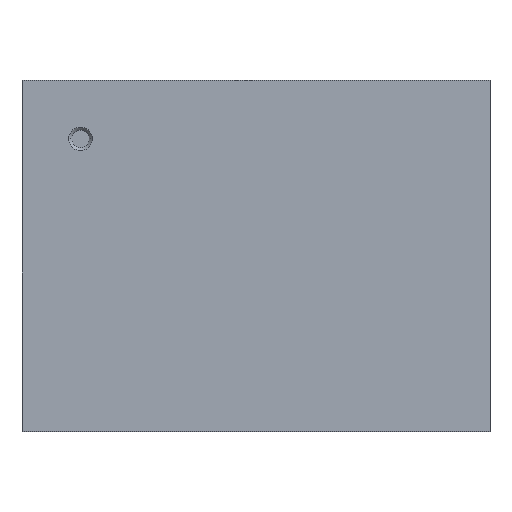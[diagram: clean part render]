
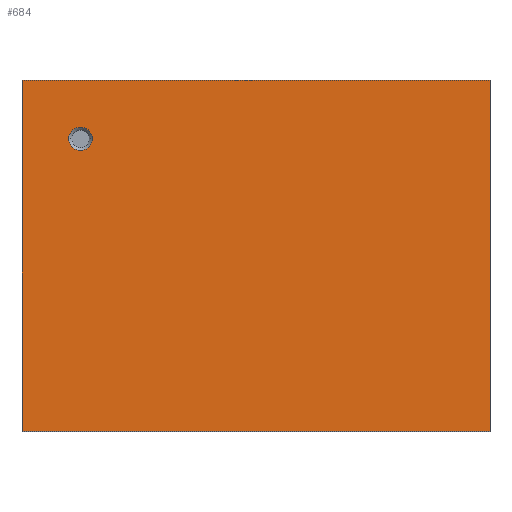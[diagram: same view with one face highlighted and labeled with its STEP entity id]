
A CAD part, top view. The second image highlights one B-rep face of the part: STEP entity #684.
In plain terms, the highlighted planar face has unit normal (0, 0, 1).
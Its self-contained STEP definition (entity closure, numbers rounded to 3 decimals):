
#35 = VERTEX_POINT('',#36);
#36 = CARTESIAN_POINT('',(-2.8,2.,1.));
#42 = EDGE_CURVE('',#43,#35,#45,.T.);
#43 = VERTEX_POINT('',#44);
#44 = CARTESIAN_POINT('',(-3.2,2.,1.));
#45 = CIRCLE('',#46,0.2);
#46 = AXIS2_PLACEMENT_3D('',#47,#48,#49);
#47 = CARTESIAN_POINT('',(-3.,2.,1.));
#48 = DIRECTION('',(0.,0.,1.));
#49 = DIRECTION('',(1.,0.,0.));
#594 = VERTEX_POINT('',#595);
#595 = CARTESIAN_POINT('',(4.,3.,1.));
#601 = EDGE_CURVE('',#602,#594,#604,.T.);
#602 = VERTEX_POINT('',#603);
#603 = CARTESIAN_POINT('',(4.,-3.,1.));
#604 = LINE('',#605,#606);
#605 = CARTESIAN_POINT('',(4.,3.,1.));
#606 = VECTOR('',#607,1.);
#607 = DIRECTION('',(0.,1.,0.));
#625 = VERTEX_POINT('',#626);
#626 = CARTESIAN_POINT('',(-4.,3.,1.));
#632 = EDGE_CURVE('',#594,#625,#633,.T.);
#633 = LINE('',#634,#635);
#634 = CARTESIAN_POINT('',(-4.,3.,1.));
#635 = VECTOR('',#636,1.);
#636 = DIRECTION('',(-1.,0.,0.));
#649 = VERTEX_POINT('',#650);
#650 = CARTESIAN_POINT('',(-4.,-3.,1.));
#656 = EDGE_CURVE('',#625,#649,#657,.T.);
#657 = LINE('',#658,#659);
#658 = CARTESIAN_POINT('',(-4.,3.,1.));
#659 = VECTOR('',#660,1.);
#660 = DIRECTION('',(0.,-1.,0.));
#673 = EDGE_CURVE('',#649,#602,#674,.T.);
#674 = LINE('',#675,#676);
#675 = CARTESIAN_POINT('',(-4.,-3.,1.));
#676 = VECTOR('',#677,1.);
#677 = DIRECTION('',(1.,0.,0.));
#684 = ADVANCED_FACE('',(#685,#695),#701,.T.);
#685 = FACE_BOUND('',#686,.T.);
#686 = EDGE_LOOP('',(#687,#694));
#687 = ORIENTED_EDGE('',*,*,#688,.F.);
#688 = EDGE_CURVE('',#35,#43,#689,.T.);
#689 = CIRCLE('',#690,0.2);
#690 = AXIS2_PLACEMENT_3D('',#691,#692,#693);
#691 = CARTESIAN_POINT('',(-3.,2.,1.));
#692 = DIRECTION('',(0.,0.,1.));
#693 = DIRECTION('',(1.,0.,0.));
#694 = ORIENTED_EDGE('',*,*,#42,.F.);
#695 = FACE_BOUND('',#696,.T.);
#696 = EDGE_LOOP('',(#697,#698,#699,#700));
#697 = ORIENTED_EDGE('',*,*,#601,.T.);
#698 = ORIENTED_EDGE('',*,*,#632,.T.);
#699 = ORIENTED_EDGE('',*,*,#656,.T.);
#700 = ORIENTED_EDGE('',*,*,#673,.T.);
#701 = PLANE('',#702);
#702 = AXIS2_PLACEMENT_3D('',#703,#704,#705);
#703 = CARTESIAN_POINT('',(0.,0.,1.));
#704 = DIRECTION('',(0.,0.,1.));
#705 = DIRECTION('',(1.,0.,0.));
